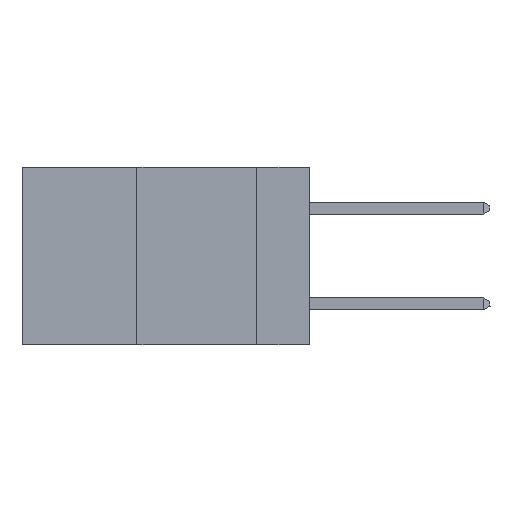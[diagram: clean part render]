
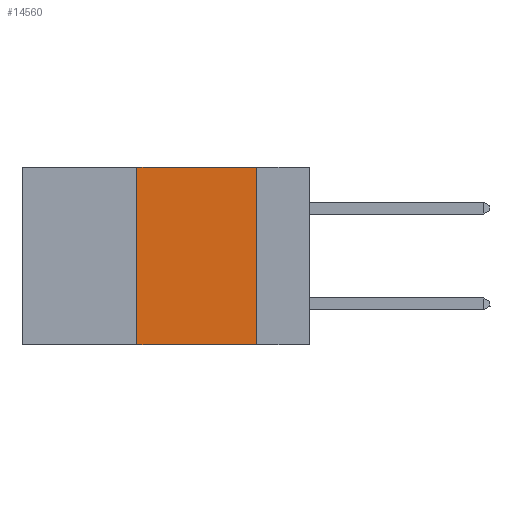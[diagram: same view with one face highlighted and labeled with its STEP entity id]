
A CAD part, left-side view. The second image highlights one B-rep face of the part: STEP entity #14560.
In plain terms, the highlighted planar face has unit normal (-1, 0, 0).
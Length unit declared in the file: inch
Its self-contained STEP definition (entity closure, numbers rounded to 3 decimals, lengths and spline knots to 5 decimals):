
#46 = LINE ( 'NONE', #5830, #3850 ) ;
#573 = EDGE_LOOP ( 'NONE', ( #5098, #2867, #16680, #13219 ) ) ;
#871 = EDGE_CURVE ( 'NONE', #12109, #1088, #14151, .T. ) ;
#932 = LINE ( 'NONE', #7074, #4288 ) ;
#1088 = VERTEX_POINT ( 'NONE', #11260 ) ;
#1779 = CARTESIAN_POINT ( 'NONE',  ( 0., 0.6, -0.37 ) ) ;
#2094 = CARTESIAN_POINT ( 'NONE',  ( 0., 0.6, 0. ) ) ;
#2867 = ORIENTED_EDGE ( 'NONE', *, *, #871, .F. ) ;
#3222 = DIRECTION ( 'NONE',  ( 0., -1., 0. ) ) ;
#3543 = PLANE ( 'NONE',  #8160 ) ;
#3850 = VECTOR ( 'NONE', #15120, 39.37008 ) ;
#4288 = VECTOR ( 'NONE', #8449, 39.37008 ) ;
#5098 = ORIENTED_EDGE ( 'NONE', *, *, #10896, .F. ) ;
#5267 = DIRECTION ( 'NONE',  ( 0., -1., 0. ) ) ;
#5830 = CARTESIAN_POINT ( 'NONE',  ( 0., 0.36, 0. ) ) ;
#7074 = CARTESIAN_POINT ( 'NONE',  ( 0., 0.11, 0. ) ) ;
#7092 = CARTESIAN_POINT ( 'NONE',  ( 0., 0.11, -0.37 ) ) ;
#8160 = AXIS2_PLACEMENT_3D ( 'NONE', #2094, #15521, #12960 ) ;
#8449 = DIRECTION ( 'NONE',  ( 0., 0., -1. ) ) ;
#8456 = FACE_OUTER_BOUND ( 'NONE', #573, .T. ) ;
#9351 = VERTEX_POINT ( 'NONE', #13937 ) ;
#9418 = VECTOR ( 'NONE', #3222, 39.37008 ) ;
#9947 = EDGE_CURVE ( 'NONE', #9351, #16625, #10243, .T. ) ;
#10213 = CARTESIAN_POINT ( 'NONE',  ( 0., 0.6, 0. ) ) ;
#10243 = LINE ( 'NONE', #1779, #9418 ) ;
#10896 = EDGE_CURVE ( 'NONE', #1088, #16625, #932, .T. ) ;
#10927 = EDGE_CURVE ( 'NONE', #9351, #12109, #46, .T. ) ;
#11260 = CARTESIAN_POINT ( 'NONE',  ( 0., 0.11, 0. ) ) ;
#12109 = VERTEX_POINT ( 'NONE', #15855 ) ;
#12960 = DIRECTION ( 'NONE',  ( 0., 0., -1. ) ) ;
#13219 = ORIENTED_EDGE ( 'NONE', *, *, #9947, .T. ) ;
#13937 = CARTESIAN_POINT ( 'NONE',  ( 0., 0.36, -0.37 ) ) ;
#14151 = LINE ( 'NONE', #10213, #14567 ) ;
#14560 = ADVANCED_FACE ( 'NONE', ( #8456 ), #3543, .F. ) ;
#14567 = VECTOR ( 'NONE', #5267, 39.37008 ) ;
#15120 = DIRECTION ( 'NONE',  ( 0., 0., 1. ) ) ;
#15521 = DIRECTION ( 'NONE',  ( 1., 0., 0. ) ) ;
#15855 = CARTESIAN_POINT ( 'NONE',  ( 0., 0.36, 0. ) ) ;
#16625 = VERTEX_POINT ( 'NONE', #7092 ) ;
#16680 = ORIENTED_EDGE ( 'NONE', *, *, #10927, .F. ) ;
